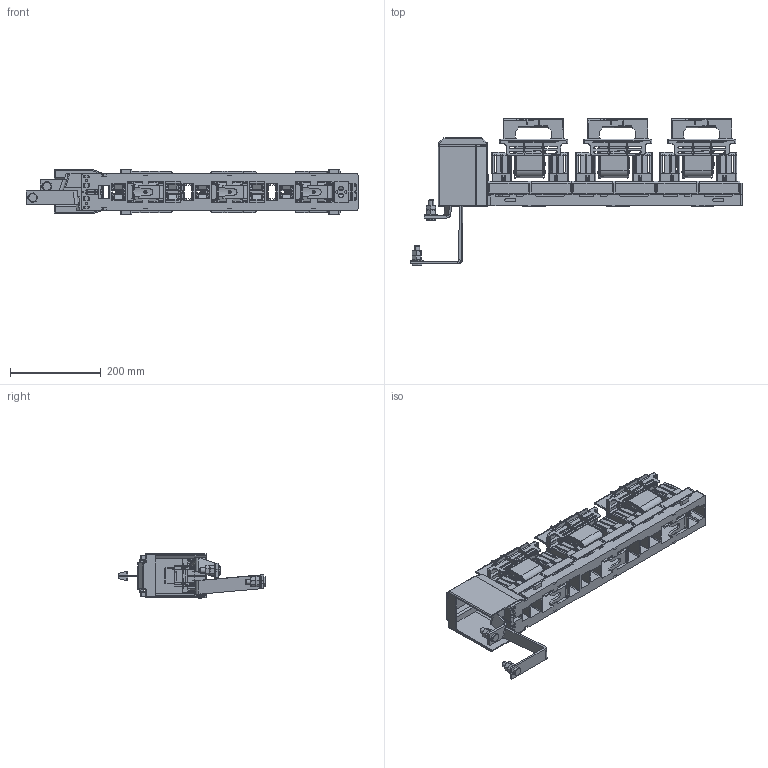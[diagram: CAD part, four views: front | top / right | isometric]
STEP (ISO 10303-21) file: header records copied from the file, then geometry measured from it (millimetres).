
FILE_DESCRIPTION (( 'STEP AP203' ), '1' );
FILE_NAME ('ÏÄÏ -Ð 3-T 630A Ó.STEP', '2022-10-17T19:36:38', ( '' ), ( '' ), 'SwSTEP 2.0', 'SolidWorks 2018', '' );
FILE_SCHEMA (( 'CONFIG_CONTROL_DESIGN' ));
Products named in the file (1): ﾏﾄﾏ-ﾐ 3-T630A ﾓ
Bounding box: 729.9 x 323.79 x 99 mm (x, y, z)
Surface area: 814922.4 mm2 (no closed solid volume)
Topology: 0 solids, 125 shells, 3153 faces, 12269 edges, 8835 vertices
Faces by surface type: plane 1794, cylinder 831, cone 244, torus 129, sphere 128, bspline 27
Entity records: 151909 total; most frequent: CARTESIAN_POINT 58504, ORIENTED_EDGE 19206, DIRECTION 16387, EDGE_CURVE 12222, VERTEX_POINT 8835, LINE 6193, VECTOR 6193, AXIS2_PLACEMENT_3D 5097
